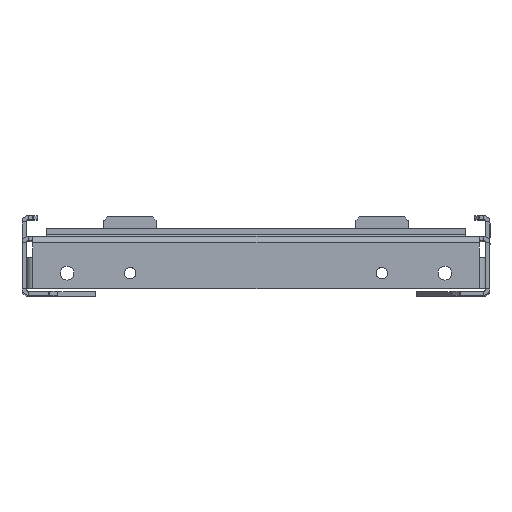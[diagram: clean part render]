
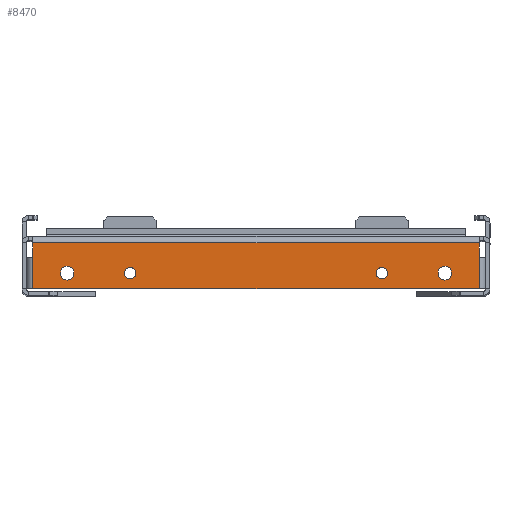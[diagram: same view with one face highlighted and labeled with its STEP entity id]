
A CAD part, top view. The second image highlights one B-rep face of the part: STEP entity #8470.
In plain terms, the highlighted planar face has unit normal (0, 0, 1).
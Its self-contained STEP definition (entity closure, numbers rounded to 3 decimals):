
#18 = EDGE_CURVE ( 'NONE', #6599, #8293, #7161, .T. ) ;
#43 = DIRECTION ( 'NONE',  ( -1., 0., 0. ) ) ;
#89 = CARTESIAN_POINT ( 'NONE',  ( -60., -17.508, 149.766 ) ) ;
#137 = FACE_BOUND ( 'NONE', #5456, .T. ) ;
#398 = VECTOR ( 'NONE', #8608, 1000. ) ;
#406 = ORIENTED_EDGE ( 'NONE', *, *, #4937, .F. ) ;
#436 = CIRCLE ( 'NONE', #5049, 3.25 ) ;
#491 = AXIS2_PLACEMENT_3D ( 'NONE', #9126, #4596, #43 ) ;
#514 = CARTESIAN_POINT ( 'NONE',  ( -62.75, -17.508, 149.766 ) ) ;
#611 = CARTESIAN_POINT ( 'NONE',  ( -86.75, -17.508, 149.766 ) ) ;
#660 = ORIENTED_EDGE ( 'NONE', *, *, #7582, .F. ) ;
#822 = DIRECTION ( 'NONE',  ( 1., 0., 0. ) ) ;
#843 = DIRECTION ( 'NONE',  ( 0., 0., 1. ) ) ;
#846 = DIRECTION ( 'NONE',  ( 1., 0., 0. ) ) ;
#854 = CARTESIAN_POINT ( 'NONE',  ( -106.4, -10.016, 149.766 ) ) ;
#946 = CIRCLE ( 'NONE', #5089, 2.75 ) ;
#1061 = CARTESIAN_POINT ( 'NONE',  ( 0., -25., 149.766 ) ) ;
#1164 = CARTESIAN_POINT ( 'NONE',  ( 57.25, -17.508, 149.766 ) ) ;
#1358 = VECTOR ( 'NONE', #7627, 1000. ) ;
#1509 = DIRECTION ( 'NONE',  ( 0., 1., 0. ) ) ;
#1540 = EDGE_LOOP ( 'NONE', ( #8937, #9485, #8240, #1960, #8006, #7281 ) ) ;
#1544 = LINE ( 'NONE', #5377, #3091 ) ;
#1559 = CARTESIAN_POINT ( 'NONE',  ( -106.4, -10.016, 149.766 ) ) ;
#1599 = CARTESIAN_POINT ( 'NONE',  ( 106.4, 0., 149.766 ) ) ;
#1673 = FACE_BOUND ( 'NONE', #1846, .T. ) ;
#1691 = CARTESIAN_POINT ( 'NONE',  ( -106.4, -25., 149.766 ) ) ;
#1846 = EDGE_LOOP ( 'NONE', ( #8228, #6830 ) ) ;
#1848 = DIRECTION ( 'NONE',  ( 1., 0., 0. ) ) ;
#1872 = CARTESIAN_POINT ( 'NONE',  ( 106.4, -10.016, 149.766 ) ) ;
#1960 = ORIENTED_EDGE ( 'NONE', *, *, #2682, .T. ) ;
#1973 = CIRCLE ( 'NONE', #7725, 3.25 ) ;
#2128 = VERTEX_POINT ( 'NONE', #4166 ) ;
#2226 = EDGE_CURVE ( 'NONE', #2128, #6369, #7248, .T. ) ;
#2302 = CARTESIAN_POINT ( 'NONE',  ( -106.4, -3.016, 149.766 ) ) ;
#2334 = CARTESIAN_POINT ( 'NONE',  ( 60., -17.508, 149.766 ) ) ;
#2651 = LINE ( 'NONE', #9347, #398 ) ;
#2654 = AXIS2_PLACEMENT_3D ( 'NONE', #7806, #3273, #8573 ) ;
#2682 = EDGE_CURVE ( 'NONE', #8293, #9453, #9022, .T. ) ;
#2688 = VECTOR ( 'NONE', #1509, 1000. ) ;
#2748 = VERTEX_POINT ( 'NONE', #4156 ) ;
#2901 = VERTEX_POINT ( 'NONE', #611 ) ;
#2931 = VERTEX_POINT ( 'NONE', #3710 ) ;
#2988 = CIRCLE ( 'NONE', #2654, 3.25 ) ;
#3091 = VECTOR ( 'NONE', #822, 1000. ) ;
#3095 = DIRECTION ( 'NONE',  ( -1., 0., 0. ) ) ;
#3128 = CIRCLE ( 'NONE', #491, 2.75 ) ;
#3273 = DIRECTION ( 'NONE',  ( 0., 0., 1. ) ) ;
#3455 = EDGE_LOOP ( 'NONE', ( #7956, #4143 ) ) ;
#3462 = CARTESIAN_POINT ( 'NONE',  ( 106.4, -3.016, 149.766 ) ) ;
#3491 = DIRECTION ( 'NONE',  ( 0., 1., 0. ) ) ;
#3554 = ORIENTED_EDGE ( 'NONE', *, *, #5423, .F. ) ;
#3570 = CARTESIAN_POINT ( 'NONE',  ( -60., -17.508, 149.766 ) ) ;
#3604 = VERTEX_POINT ( 'NONE', #3462 ) ;
#3698 = FACE_BOUND ( 'NONE', #3455, .T. ) ;
#3710 = CARTESIAN_POINT ( 'NONE',  ( 93.25, -17.508, 149.766 ) ) ;
#3713 = VERTEX_POINT ( 'NONE', #6592 ) ;
#3755 = EDGE_CURVE ( 'NONE', #6755, #2931, #7333, .T. ) ;
#3882 = DIRECTION ( 'NONE',  ( 0., 0., 1. ) ) ;
#4100 = AXIS2_PLACEMENT_3D ( 'NONE', #3570, #8839, #4317 ) ;
#4143 = ORIENTED_EDGE ( 'NONE', *, *, #7114, .F. ) ;
#4156 = CARTESIAN_POINT ( 'NONE',  ( -93.25, -17.508, 149.766 ) ) ;
#4166 = CARTESIAN_POINT ( 'NONE',  ( -57.25, -17.508, 149.766 ) ) ;
#4183 = FACE_OUTER_BOUND ( 'NONE', #1540, .T. ) ;
#4317 = DIRECTION ( 'NONE',  ( 1., 0., 0. ) ) ;
#4410 = CARTESIAN_POINT ( 'NONE',  ( 90., -17.508, 149.766 ) ) ;
#4435 = LINE ( 'NONE', #1599, #6224 ) ;
#4596 = DIRECTION ( 'NONE',  ( 0., 0., 1. ) ) ;
#4630 = DIRECTION ( 'NONE',  ( 0., 1., 0. ) ) ;
#4664 = CARTESIAN_POINT ( 'NONE',  ( 106.4, -25., 149.766 ) ) ;
#4866 = EDGE_CURVE ( 'NONE', #9453, #5170, #6726, .T. ) ;
#4869 = CARTESIAN_POINT ( 'NONE',  ( 86.75, -17.508, 149.766 ) ) ;
#4937 = EDGE_CURVE ( 'NONE', #2748, #2901, #436, .T. ) ;
#5002 = EDGE_LOOP ( 'NONE', ( #8736, #660 ) ) ;
#5049 = AXIS2_PLACEMENT_3D ( 'NONE', #8403, #3882, #9175 ) ;
#5089 = AXIS2_PLACEMENT_3D ( 'NONE', #2334, #7637, #3095 ) ;
#5147 = AXIS2_PLACEMENT_3D ( 'NONE', #8746, #8010, #3491 ) ;
#5165 = DIRECTION ( 'NONE',  ( 1., 0., 0. ) ) ;
#5170 = VERTEX_POINT ( 'NONE', #1872 ) ;
#5377 = CARTESIAN_POINT ( 'NONE',  ( 106.4, -3.016, 149.766 ) ) ;
#5395 = CARTESIAN_POINT ( 'NONE',  ( -90., -17.508, 149.766 ) ) ;
#5399 = DIRECTION ( 'NONE',  ( 0., 0., 1. ) ) ;
#5423 = EDGE_CURVE ( 'NONE', #2901, #2748, #1973, .T. ) ;
#5456 = EDGE_LOOP ( 'NONE', ( #3554, #406 ) ) ;
#6164 = DIRECTION ( 'NONE',  ( 1., 0., 0. ) ) ;
#6220 = CIRCLE ( 'NONE', #7418, 2.75 ) ;
#6224 = VECTOR ( 'NONE', #4630, 1000. ) ;
#6276 = VERTEX_POINT ( 'NONE', #1164 ) ;
#6369 = VERTEX_POINT ( 'NONE', #514 ) ;
#6592 = CARTESIAN_POINT ( 'NONE',  ( 62.75, -17.508, 149.766 ) ) ;
#6599 = VERTEX_POINT ( 'NONE', #854 ) ;
#6720 = EDGE_CURVE ( 'NONE', #7558, #6599, #2651, .T. ) ;
#6726 = LINE ( 'NONE', #8297, #2688 ) ;
#6755 = VERTEX_POINT ( 'NONE', #4869 ) ;
#6830 = ORIENTED_EDGE ( 'NONE', *, *, #3755, .F. ) ;
#7006 = VECTOR ( 'NONE', #1848, 1000. ) ;
#7009 = AXIS2_PLACEMENT_3D ( 'NONE', #4410, #9718, #5165 ) ;
#7114 = EDGE_CURVE ( 'NONE', #6276, #3713, #3128, .T. ) ;
#7161 = LINE ( 'NONE', #1559, #1358 ) ;
#7169 = EDGE_CURVE ( 'NONE', #5170, #3604, #4435, .T. ) ;
#7248 = CIRCLE ( 'NONE', #4100, 2.75 ) ;
#7250 = PLANE ( 'NONE',  #5147 ) ;
#7281 = ORIENTED_EDGE ( 'NONE', *, *, #7169, .T. ) ;
#7333 = CIRCLE ( 'NONE', #7009, 3.25 ) ;
#7418 = AXIS2_PLACEMENT_3D ( 'NONE', #89, #5399, #846 ) ;
#7558 = VERTEX_POINT ( 'NONE', #2302 ) ;
#7582 = EDGE_CURVE ( 'NONE', #6369, #2128, #6220, .T. ) ;
#7627 = DIRECTION ( 'NONE',  ( 0., -1., 0. ) ) ;
#7637 = DIRECTION ( 'NONE',  ( 0., 0., 1. ) ) ;
#7705 = EDGE_CURVE ( 'NONE', #2931, #6755, #2988, .T. ) ;
#7724 = FACE_BOUND ( 'NONE', #5002, .T. ) ;
#7725 = AXIS2_PLACEMENT_3D ( 'NONE', #5395, #843, #6164 ) ;
#7806 = CARTESIAN_POINT ( 'NONE',  ( 90., -17.508, 149.766 ) ) ;
#7956 = ORIENTED_EDGE ( 'NONE', *, *, #9413, .F. ) ;
#8006 = ORIENTED_EDGE ( 'NONE', *, *, #4866, .T. ) ;
#8010 = DIRECTION ( 'NONE',  ( 0., 0., -1. ) ) ;
#8228 = ORIENTED_EDGE ( 'NONE', *, *, #7705, .F. ) ;
#8240 = ORIENTED_EDGE ( 'NONE', *, *, #18, .T. ) ;
#8293 = VERTEX_POINT ( 'NONE', #1691 ) ;
#8297 = CARTESIAN_POINT ( 'NONE',  ( 106.4, 0., 149.766 ) ) ;
#8403 = CARTESIAN_POINT ( 'NONE',  ( -90., -17.508, 149.766 ) ) ;
#8470 = ADVANCED_FACE ( 'NONE', ( #3698, #7724, #137, #1673, #4183 ), #7250, .F. ) ;
#8573 = DIRECTION ( 'NONE',  ( 1., 0., 0. ) ) ;
#8608 = DIRECTION ( 'NONE',  ( 0., -1., 0. ) ) ;
#8736 = ORIENTED_EDGE ( 'NONE', *, *, #2226, .F. ) ;
#8746 = CARTESIAN_POINT ( 'NONE',  ( 0., 0., 149.766 ) ) ;
#8771 = EDGE_CURVE ( 'NONE', #7558, #3604, #1544, .T. ) ;
#8839 = DIRECTION ( 'NONE',  ( 0., 0., 1. ) ) ;
#8937 = ORIENTED_EDGE ( 'NONE', *, *, #8771, .F. ) ;
#9022 = LINE ( 'NONE', #1061, #7006 ) ;
#9126 = CARTESIAN_POINT ( 'NONE',  ( 60., -17.508, 149.766 ) ) ;
#9175 = DIRECTION ( 'NONE',  ( 1., 0., 0. ) ) ;
#9347 = CARTESIAN_POINT ( 'NONE',  ( -106.4, 0., 149.766 ) ) ;
#9413 = EDGE_CURVE ( 'NONE', #3713, #6276, #946, .T. ) ;
#9453 = VERTEX_POINT ( 'NONE', #4664 ) ;
#9485 = ORIENTED_EDGE ( 'NONE', *, *, #6720, .T. ) ;
#9718 = DIRECTION ( 'NONE',  ( 0., 0., 1. ) ) ;
